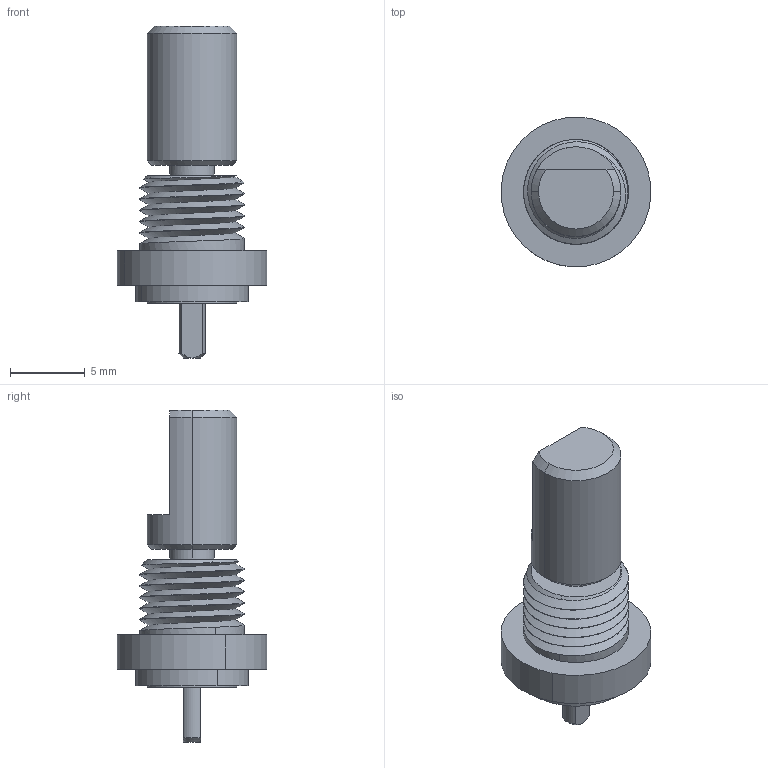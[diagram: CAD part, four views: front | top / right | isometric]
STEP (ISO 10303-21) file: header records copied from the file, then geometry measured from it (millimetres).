
FILE_DESCRIPTION(('FreeCAD Model'),'2;1');
FILE_NAME('Open CASCADE Shape Model','2023-12-22T14:33:00',('FreeCAD'),( 'FreeCAD'),'Open CASCADE STEP processor 7.6','FreeCAD','Unknown');
FILE_SCHEMA(('AUTOMOTIVE_DESIGN { 1 0 10303 214 1 1 1 1 }'));
Length unit declared in the file: millimetre
Products named in the file (1): Open CASCADE STEP translator 7.6 1
Bounding box: 9.98 x 9.98 x 22.15 mm (x, y, z)
Volume: 546.6 mm3; surface area: 772.7 mm2
Topology: 1 solids, 1 shells, 65 faces, 152 edges, 99 vertices
Faces by surface type: cylinder 31, plane 17, cone 15, bspline 2
Entity records: 2621 total; most frequent: CARTESIAN_POINT 1152, DIRECTION 311, ORIENTED_EDGE 304, EDGE_CURVE 152, AXIS2_PLACEMENT_3D 129, VERTEX_POINT 99, FACE_BOUND 75, EDGE_LOOP 75
